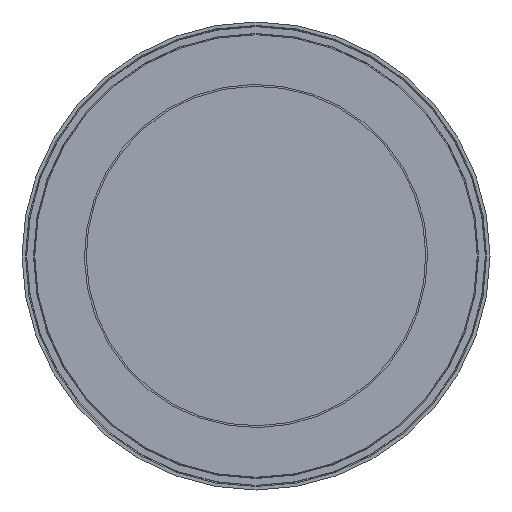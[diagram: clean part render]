
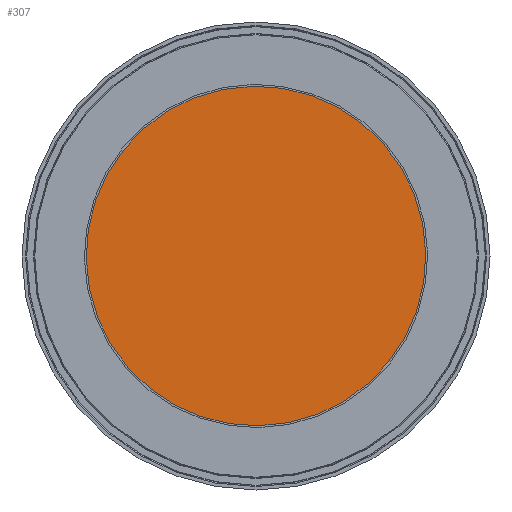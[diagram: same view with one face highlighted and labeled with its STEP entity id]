
A CAD part, front view. The second image highlights one B-rep face of the part: STEP entity #307.
In plain terms, the highlighted planar face has unit normal (0, -1, 0).
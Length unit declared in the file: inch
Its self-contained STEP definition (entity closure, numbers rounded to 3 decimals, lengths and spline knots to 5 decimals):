
#61 = DIRECTION ( 'NONE',  ( 0., -1., 0. ) ) ;
#135 = EDGE_LOOP ( 'NONE', ( #436, #1196 ) ) ;
#253 = CARTESIAN_POINT ( 'NONE',  ( 2.1318, -0.394, -3.55186 ) ) ;
#261 = DIRECTION ( 'NONE',  ( 0.515, 0., -0.857 ) ) ;
#307 = ADVANCED_FACE ( 'NONE', ( #1186 ), #1102, .T. ) ;
#435 = CIRCLE ( 'NONE', #1317, 4.1425 ) ;
#436 = ORIENTED_EDGE ( 'NONE', *, *, #871, .F. ) ;
#464 = VERTEX_POINT ( 'NONE', #600 ) ;
#474 = AXIS2_PLACEMENT_3D ( 'NONE', #997, #61, #261 ) ;
#595 = EDGE_CURVE ( 'NONE', #643, #464, #1337, .T. ) ;
#600 = CARTESIAN_POINT ( 'NONE',  ( -2.1318, -0.394, 3.55186 ) ) ;
#642 = CARTESIAN_POINT ( 'NONE',  ( 0., -0.394, 0. ) ) ;
#643 = VERTEX_POINT ( 'NONE', #253 ) ;
#674 = DIRECTION ( 'NONE',  ( -0.515, 0., 0.857 ) ) ;
#805 = AXIS2_PLACEMENT_3D ( 'NONE', #1201, #1290, #674 ) ;
#848 = DIRECTION ( 'NONE',  ( -0.515, 0., 0.857 ) ) ;
#871 = EDGE_CURVE ( 'NONE', #464, #643, #435, .T. ) ;
#997 = CARTESIAN_POINT ( 'NONE',  ( 0., -0.394, 0. ) ) ;
#1064 = DIRECTION ( 'NONE',  ( 0., 1., 0. ) ) ;
#1102 = PLANE ( 'NONE',  #474 ) ;
#1186 = FACE_OUTER_BOUND ( 'NONE', #135, .T. ) ;
#1196 = ORIENTED_EDGE ( 'NONE', *, *, #595, .F. ) ;
#1201 = CARTESIAN_POINT ( 'NONE',  ( 0., -0.394, 0. ) ) ;
#1290 = DIRECTION ( 'NONE',  ( 0., 1., 0. ) ) ;
#1317 = AXIS2_PLACEMENT_3D ( 'NONE', #642, #1064, #848 ) ;
#1337 = CIRCLE ( 'NONE', #805, 4.1425 ) ;
